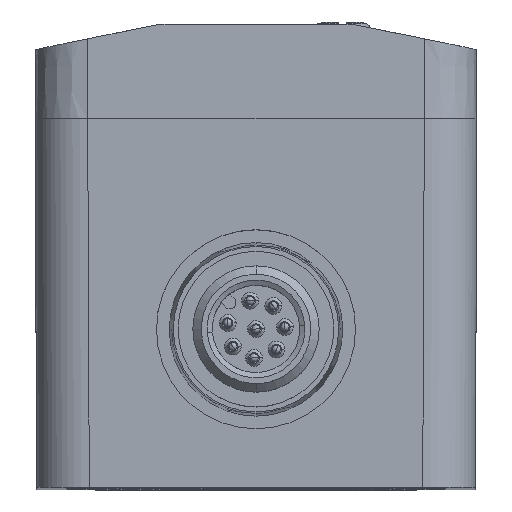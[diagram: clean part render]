
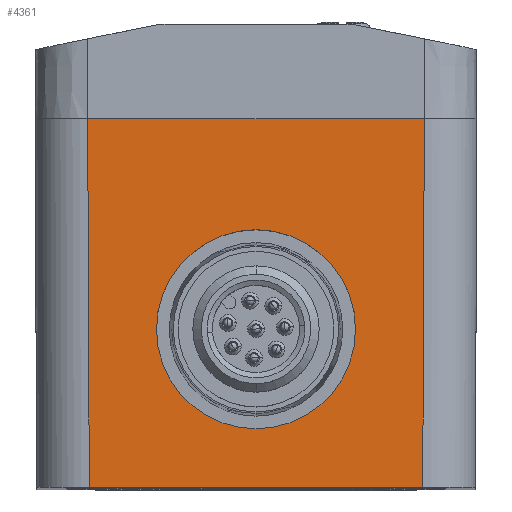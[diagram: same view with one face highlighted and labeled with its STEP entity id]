
A CAD part, top view. The second image highlights one B-rep face of the part: STEP entity #4361.
In plain terms, the highlighted planar face has unit normal (0, 0, 1).
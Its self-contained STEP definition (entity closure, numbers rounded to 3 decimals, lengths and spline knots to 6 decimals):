
#403=CARTESIAN_POINT('',(0.016,0.035,0.1616));
#423=DIRECTION('',(1.,0.,0.));
#424=VECTOR('',#423,0.032);
#425=CARTESIAN_POINT('',(-0.016,0.035,0.1616));
#426=LINE('',#425,#424);
#427=DIRECTION('',(-0.004,-1.,0.));
#428=VECTOR('',#427,0.035);
#429=CARTESIAN_POINT('',(0.016,0.035,0.1616));
#430=LINE('',#429,#428);
#431=DIRECTION('',(-1.,0.,0.));
#432=VECTOR('',#431,0.0317);
#433=CARTESIAN_POINT('',(0.01585,0.,0.1616));
#434=LINE('',#433,#432);
#435=DIRECTION('',(-0.004,1.,0.));
#436=VECTOR('',#435,0.035);
#437=CARTESIAN_POINT('',(-0.01585,0.,0.1616));
#438=LINE('',#437,#436);
#439=CARTESIAN_POINT('',(0.,0.015,0.1616));
#440=DIRECTION('',(0.,0.,1.));
#441=DIRECTION('',(0.,-1.,0.));
#442=AXIS2_PLACEMENT_3D('',#439,#440,#441);
#444=CARTESIAN_POINT('',(0.,0.015,0.1616));
#445=DIRECTION('',(0.,0.,1.));
#446=DIRECTION('',(0.,1.,0.));
#447=AXIS2_PLACEMENT_3D('',#444,#445,#446);
#449=CARTESIAN_POINT('',(-0.01585,0.,0.1616));
#3188=VERTEX_POINT('',#403);
#3189=CARTESIAN_POINT('',(-0.016,0.035,0.1616));
#3190=VERTEX_POINT('',#3189);
#3239=VERTEX_POINT('',#449);
#3240=CARTESIAN_POINT('',(0.01585,0.,0.1616));
#3241=VERTEX_POINT('',#3240);
#3696=CARTESIAN_POINT('',(0.,0.00554,0.1616));
#3697=CARTESIAN_POINT('',(0.,0.02446,0.1616));
#3698=VERTEX_POINT('',#3696);
#3699=VERTEX_POINT('',#3697);
#4343=CARTESIAN_POINT('',(0.,0.,0.1616));
#4344=DIRECTION('',(0.,0.,1.));
#4345=DIRECTION('',(1.,0.,0.));
#4346=AXIS2_PLACEMENT_3D('',#4343,#4344,#4345);
#4347=PLANE('',#4346);
#4348=ORIENTED_EDGE('',*,*,#4039,.T.);
#4349=ORIENTED_EDGE('',*,*,#4335,.T.);
#4350=ORIENTED_EDGE('',*,*,#4127,.T.);
#4352=ORIENTED_EDGE('',*,*,#4351,.T.);
#4353=EDGE_LOOP('',(#4348,#4349,#4350,#4352));
#4354=FACE_OUTER_BOUND('',#4353,.F.);
#4356=ORIENTED_EDGE('',*,*,#4355,.T.);
#4358=ORIENTED_EDGE('',*,*,#4357,.T.);
#4359=EDGE_LOOP('',(#4356,#4358));
#4360=FACE_BOUND('',#4359,.F.);
#4361=ADVANCED_FACE('',(#4354,#4360),#4347,.T.);
#443=CIRCLE('',#442,0.00946);
#448=CIRCLE('',#447,0.00946);
#4039=EDGE_CURVE('',#3190,#3188,#426,.T.);
#4127=EDGE_CURVE('',#3241,#3239,#434,.T.);
#4335=EDGE_CURVE('',#3188,#3241,#430,.T.);
#4351=EDGE_CURVE('',#3239,#3190,#438,.T.);
#4355=EDGE_CURVE('',#3698,#3699,#443,.T.);
#4357=EDGE_CURVE('',#3699,#3698,#448,.T.);
